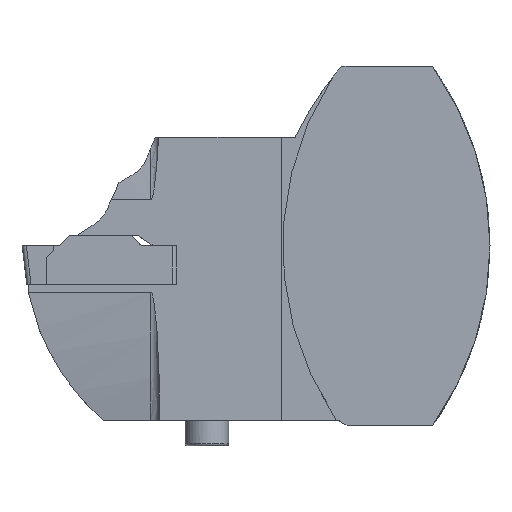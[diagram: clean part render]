
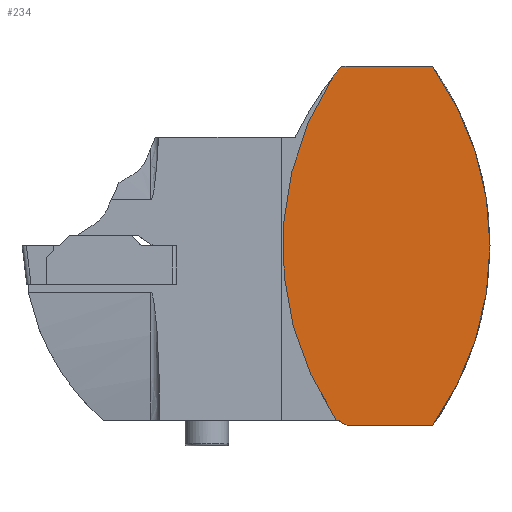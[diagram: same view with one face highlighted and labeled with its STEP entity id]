
A CAD part, top view. The second image highlights one B-rep face of the part: STEP entity #234.
In plain terms, the highlighted planar face has unit normal (0, 0, 1).
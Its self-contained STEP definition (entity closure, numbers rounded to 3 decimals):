
#234=ADVANCED_FACE('',(#362),#312,.T.);
#312=PLANE('',#1664);
#362=FACE_OUTER_BOUND('',#440,.T.);
#440=EDGE_LOOP('',(#846,#847,#848,#849,#850,#851,#852));
#516=LINE('',#2165,#624);
#556=LINE('',#2586,#664);
#559=LINE('',#2597,#667);
#624=VECTOR('',#1775,1.);
#664=VECTOR('',#1879,1.);
#667=VECTOR('',#1890,1.);
#846=ORIENTED_EDGE('',*,*,#1379,.T.);
#847=ORIENTED_EDGE('',*,*,#1291,.F.);
#848=ORIENTED_EDGE('',*,*,#1380,.T.);
#849=ORIENTED_EDGE('',*,*,#1376,.F.);
#850=ORIENTED_EDGE('',*,*,#1381,.F.);
#851=ORIENTED_EDGE('',*,*,#1382,.T.);
#852=ORIENTED_EDGE('',*,*,#1383,.F.);
#1153=VERTEX_POINT('',#2164);
#1154=VERTEX_POINT('',#2166);
#1220=VERTEX_POINT('',#2587);
#1221=VERTEX_POINT('',#2588);
#1222=VERTEX_POINT('',#2593);
#1223=VERTEX_POINT('',#2596);
#1224=VERTEX_POINT('',#2598);
#1291=EDGE_CURVE('',#1153,#1154,#516,.T.);
#1376=EDGE_CURVE('',#1220,#1221,#556,.T.);
#1379=EDGE_CURVE('',#1222,#1154,#1512,.T.);
#1380=EDGE_CURVE('',#1153,#1221,#1513,.T.);
#1381=EDGE_CURVE('',#1223,#1220,#1514,.T.);
#1382=EDGE_CURVE('',#1223,#1224,#559,.T.);
#1383=EDGE_CURVE('',#1222,#1224,#1515,.T.);
#1512=CIRCLE('',#1660,60.25);
#1513=CIRCLE('',#1661,5.);
#1514=CIRCLE('',#1662,60.25);
#1515=CIRCLE('',#1663,60.5);
#1660=AXIS2_PLACEMENT_3D('',#2592,#1884,#1885);
#1661=AXIS2_PLACEMENT_3D('',#2594,#1886,#1887);
#1662=AXIS2_PLACEMENT_3D('',#2595,#1888,#1889);
#1663=AXIS2_PLACEMENT_3D('',#2599,#1891,#1892);
#1664=AXIS2_PLACEMENT_3D('',#2600,#1893,#1894);
#1775=DIRECTION('',(-1.,0.,0.));
#1879=DIRECTION('',(-1.,0.,0.));
#1884=DIRECTION('',(0.,0.,1.));
#1885=DIRECTION('',(-1.,0.,0.));
#1886=DIRECTION('',(0.,0.,1.));
#1887=DIRECTION('',(-1.,0.,0.));
#1888=DIRECTION('',(0.,0.,-1.));
#1889=DIRECTION('',(-1.,0.,0.));
#1890=DIRECTION('',(-1.,0.,0.));
#1891=DIRECTION('',(0.,0.,-1.));
#1892=DIRECTION('',(1.,0.,0.));
#1893=DIRECTION('',(0.,0.,1.));
#1894=DIRECTION('',(1.,0.,0.));
#2164=CARTESIAN_POINT('',(-9.463,-33.9,0.5));
#2165=CARTESIAN_POINT('',(-20.5,-33.9,0.5));
#2166=CARTESIAN_POINT('',(-9.808,-33.9,0.5));
#2586=CARTESIAN_POINT('',(20.25,-35.,0.5));
#2587=CARTESIAN_POINT('',(8.891,-35.,0.5));
#2588=CARTESIAN_POINT('',(-7.5,-35.,0.5));
#2592=CARTESIAN_POINT('',(40.,0.,0.5));
#2593=CARTESIAN_POINT('',(-10.516,32.836,0.5));
#2594=CARTESIAN_POINT('',(-6.1,-30.2,0.5));
#2595=CARTESIAN_POINT('',(-40.15,0.,0.5));
#2596=CARTESIAN_POINT('',(8.891,35.,0.5));
#2597=CARTESIAN_POINT('',(20.25,35.,0.5));
#2598=CARTESIAN_POINT('',(-8.713,35.,0.5));
#2599=CARTESIAN_POINT('',(36.856,-4.796,0.5));
#2600=CARTESIAN_POINT('',(20.25,35.,0.5));
